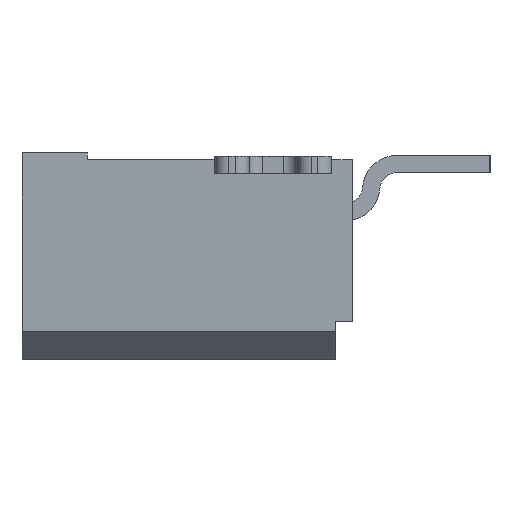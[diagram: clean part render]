
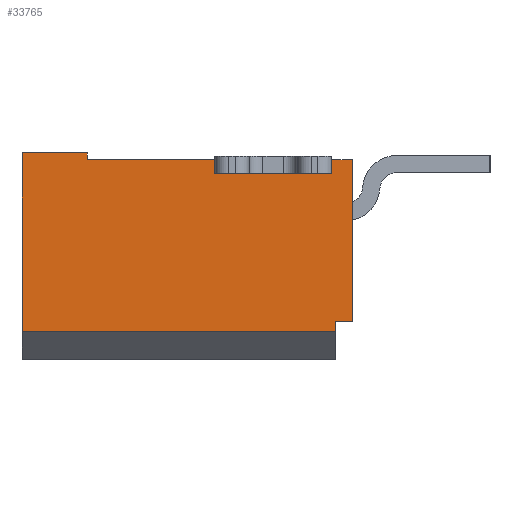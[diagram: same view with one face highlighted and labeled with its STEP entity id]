
A CAD part, left-side view. The second image highlights one B-rep face of the part: STEP entity #33765.
In plain terms, the highlighted planar face has unit normal (-1, 0, 0).
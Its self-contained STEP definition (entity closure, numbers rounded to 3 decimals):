
#156 = VERTEX_POINT ( 'NONE', #932 ) ;
#654 = CARTESIAN_POINT ( 'NONE',  ( -16.9, 0., -2.6 ) ) ;
#764 = AXIS2_PLACEMENT_3D ( 'NONE', #22347, #8161, #28457 ) ;
#932 = CARTESIAN_POINT ( 'NONE',  ( -16.9, -4.55, -2.45 ) ) ;
#1251 = EDGE_CURVE ( 'NONE', #156, #6630, #27597, .T. ) ;
#1590 = DIRECTION ( 'NONE',  ( 0., -1., 0. ) ) ;
#1952 = ORIENTED_EDGE ( 'NONE', *, *, #5643, .T. ) ;
#2606 = DIRECTION ( 'NONE',  ( 0., 0., 1. ) ) ;
#2948 = CARTESIAN_POINT ( 'NONE',  ( -16.9, -2.8, -0.1 ) ) ;
#4452 = VECTOR ( 'NONE', #10341, 1000. ) ;
#4581 = CARTESIAN_POINT ( 'NONE',  ( -16.9, -0.95, -0.1 ) ) ;
#5248 = DIRECTION ( 'NONE',  ( 0., 0., 1. ) ) ;
#5267 = CARTESIAN_POINT ( 'NONE',  ( -16.9, -4.55, -2.45 ) ) ;
#5301 = LINE ( 'NONE', #13938, #35579 ) ;
#5371 = DIRECTION ( 'NONE',  ( 0., 0., 1. ) ) ;
#5416 = ORIENTED_EDGE ( 'NONE', *, *, #11855, .T. ) ;
#5446 = LINE ( 'NONE', #23237, #36163 ) ;
#5643 = EDGE_CURVE ( 'NONE', #31768, #11250, #33499, .T. ) ;
#5808 = EDGE_CURVE ( 'NONE', #17096, #27845, #8615, .T. ) ;
#6181 = ORIENTED_EDGE ( 'NONE', *, *, #33794, .F. ) ;
#6630 = VERTEX_POINT ( 'NONE', #22424 ) ;
#7009 = EDGE_CURVE ( 'NONE', #21130, #25567, #33268, .T. ) ;
#7428 = VECTOR ( 'NONE', #1590, 1000. ) ;
#8161 = DIRECTION ( 'NONE',  ( 1., 0., 0. ) ) ;
#8615 = LINE ( 'NONE', #31754, #16322 ) ;
#8928 = EDGE_CURVE ( 'NONE', #17096, #10305, #27042, .T. ) ;
#9668 = ORIENTED_EDGE ( 'NONE', *, *, #33080, .T. ) ;
#10305 = VERTEX_POINT ( 'NONE', #18037 ) ;
#10330 = DIRECTION ( 'NONE',  ( 0., -1., 0. ) ) ;
#10341 = DIRECTION ( 'NONE',  ( 0., 1., 0. ) ) ;
#10914 = CARTESIAN_POINT ( 'NONE',  ( -16.9, -4.5, -0.3 ) ) ;
#11105 = EDGE_CURVE ( 'NONE', #156, #15655, #16404, .T. ) ;
#11250 = VERTEX_POINT ( 'NONE', #16272 ) ;
#11855 = EDGE_CURVE ( 'NONE', #21130, #31768, #14099, .T. ) ;
#12319 = CARTESIAN_POINT ( 'NONE',  ( -16.9, -4.55, -2.6 ) ) ;
#12428 = VERTEX_POINT ( 'NONE', #654 ) ;
#13938 = CARTESIAN_POINT ( 'NONE',  ( -16.9, 0., -2.6 ) ) ;
#14099 = LINE ( 'NONE', #28998, #27816 ) ;
#14119 = PLANE ( 'NONE',  #764 ) ;
#14836 = VERTEX_POINT ( 'NONE', #30417 ) ;
#15375 = CARTESIAN_POINT ( 'NONE',  ( -16.9, -4.55, -2.45 ) ) ;
#15655 = VERTEX_POINT ( 'NONE', #12319 ) ;
#16093 = CARTESIAN_POINT ( 'NONE',  ( -16.9, -4.8, -0.1 ) ) ;
#16105 = EDGE_CURVE ( 'NONE', #14836, #27845, #33284, .T. ) ;
#16272 = CARTESIAN_POINT ( 'NONE',  ( -16.9, 0., 0. ) ) ;
#16290 = VECTOR ( 'NONE', #10330, 1000. ) ;
#16322 = VECTOR ( 'NONE', #5371, 1000. ) ;
#16404 = LINE ( 'NONE', #5267, #26554 ) ;
#16856 = VECTOR ( 'NONE', #32955, 1000. ) ;
#17096 = VERTEX_POINT ( 'NONE', #10914 ) ;
#17718 = CARTESIAN_POINT ( 'NONE',  ( -16.9, -4.5, -0.3 ) ) ;
#17887 = ORIENTED_EDGE ( 'NONE', *, *, #28789, .T. ) ;
#18037 = CARTESIAN_POINT ( 'NONE',  ( -16.9, -2.8, -0.3 ) ) ;
#19225 = CARTESIAN_POINT ( 'NONE',  ( -16.9, 0., -2.6 ) ) ;
#19543 = ORIENTED_EDGE ( 'NONE', *, *, #8928, .T. ) ;
#19669 = EDGE_LOOP ( 'NONE', ( #5416, #1952, #6181, #17887, #20491, #22194, #26685, #24880, #24637, #19543, #9668, #25087 ) ) ;
#19731 = CARTESIAN_POINT ( 'NONE',  ( -16.9, -4.5, -0.1 ) ) ;
#20491 = ORIENTED_EDGE ( 'NONE', *, *, #11105, .F. ) ;
#20611 = EDGE_CURVE ( 'NONE', #14836, #6630, #21681, .T. ) ;
#20766 = DIRECTION ( 'NONE',  ( 0., 1., 0. ) ) ;
#21130 = VERTEX_POINT ( 'NONE', #33838 ) ;
#21492 = CARTESIAN_POINT ( 'NONE',  ( -16.9, -4.8, -0.1 ) ) ;
#21681 = LINE ( 'NONE', #21492, #16856 ) ;
#21765 = VECTOR ( 'NONE', #22417, 1000. ) ;
#22194 = ORIENTED_EDGE ( 'NONE', *, *, #1251, .T. ) ;
#22347 = CARTESIAN_POINT ( 'NONE',  ( -16.9, -2.4, -1.3 ) ) ;
#22417 = DIRECTION ( 'NONE',  ( 0., 1., 0. ) ) ;
#22424 = CARTESIAN_POINT ( 'NONE',  ( -16.9, -4.8, -2.45 ) ) ;
#23237 = CARTESIAN_POINT ( 'NONE',  ( -16.9, -2.8, -0.3 ) ) ;
#24637 = ORIENTED_EDGE ( 'NONE', *, *, #5808, .F. ) ;
#24880 = ORIENTED_EDGE ( 'NONE', *, *, #16105, .T. ) ;
#25021 = FACE_OUTER_BOUND ( 'NONE', #19669, .T. ) ;
#25087 = ORIENTED_EDGE ( 'NONE', *, *, #7009, .F. ) ;
#25567 = VERTEX_POINT ( 'NONE', #2948 ) ;
#25578 = DIRECTION ( 'NONE',  ( 0., 0., 1. ) ) ;
#26554 = VECTOR ( 'NONE', #27868, 1000. ) ;
#26685 = ORIENTED_EDGE ( 'NONE', *, *, #20611, .F. ) ;
#27042 = LINE ( 'NONE', #17718, #27357 ) ;
#27357 = VECTOR ( 'NONE', #20766, 1000. ) ;
#27597 = LINE ( 'NONE', #15375, #7428 ) ;
#27816 = VECTOR ( 'NONE', #2606, 1000. ) ;
#27845 = VERTEX_POINT ( 'NONE', #19731 ) ;
#27868 = DIRECTION ( 'NONE',  ( 0., 0., -1. ) ) ;
#28255 = CARTESIAN_POINT ( 'NONE',  ( -16.9, -0.95, 0. ) ) ;
#28457 = DIRECTION ( 'NONE',  ( 0., 1., 0. ) ) ;
#28789 = EDGE_CURVE ( 'NONE', #12428, #15655, #33734, .T. ) ;
#28998 = CARTESIAN_POINT ( 'NONE',  ( -16.9, -0.95, -0.1 ) ) ;
#30417 = CARTESIAN_POINT ( 'NONE',  ( -16.9, -4.8, -0.1 ) ) ;
#31754 = CARTESIAN_POINT ( 'NONE',  ( -16.9, -4.5, -0.3 ) ) ;
#31768 = VERTEX_POINT ( 'NONE', #28255 ) ;
#32955 = DIRECTION ( 'NONE',  ( 0., 0., -1. ) ) ;
#33080 = EDGE_CURVE ( 'NONE', #10305, #25567, #5446, .T. ) ;
#33268 = LINE ( 'NONE', #4581, #16290 ) ;
#33284 = LINE ( 'NONE', #16093, #4452 ) ;
#33499 = LINE ( 'NONE', #36373, #21765 ) ;
#33734 = LINE ( 'NONE', #19225, #35424 ) ;
#33765 = ADVANCED_FACE ( 'NONE', ( #25021 ), #14119, .F. ) ;
#33794 = EDGE_CURVE ( 'NONE', #12428, #11250, #5301, .T. ) ;
#33838 = CARTESIAN_POINT ( 'NONE',  ( -16.9, -0.95, -0.1 ) ) ;
#35424 = VECTOR ( 'NONE', #36437, 1000. ) ;
#35579 = VECTOR ( 'NONE', #25578, 1000. ) ;
#36163 = VECTOR ( 'NONE', #5248, 1000. ) ;
#36373 = CARTESIAN_POINT ( 'NONE',  ( -16.9, -0.95, 0. ) ) ;
#36437 = DIRECTION ( 'NONE',  ( 0., -1., 0. ) ) ;
